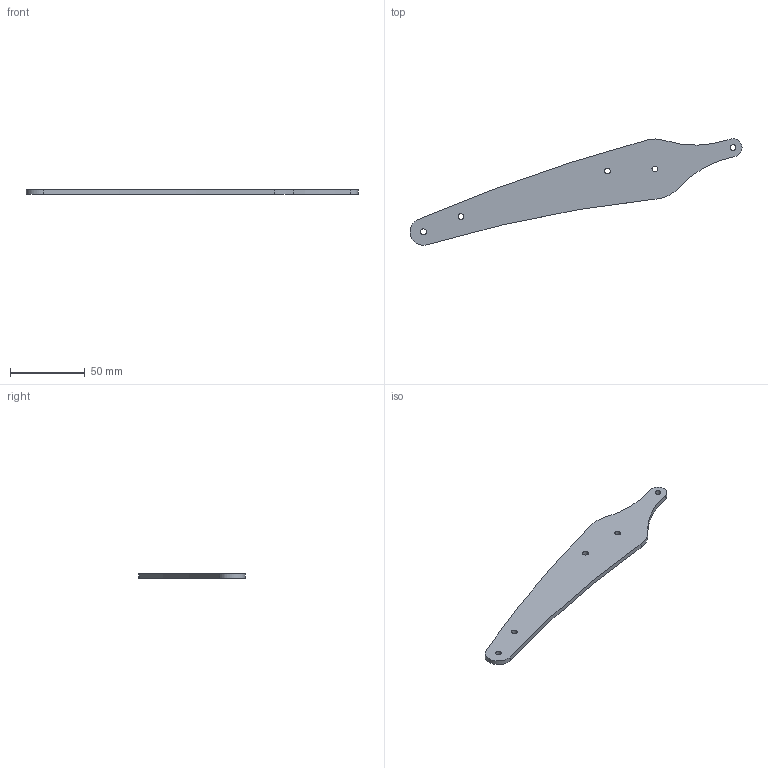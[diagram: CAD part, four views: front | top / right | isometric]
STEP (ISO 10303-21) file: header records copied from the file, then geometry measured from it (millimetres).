
FILE_DESCRIPTION (( 'STEP AP203' ), '1' );
FILE_NAME ('Part9-m_Default_sldprt.STEP', '2018-07-31T07:56:42', ( '' ), ( '' ), 'SwSTEP 2.0', 'SolidWorks 2014', '' );
FILE_SCHEMA (( 'CONFIG_CONTROL_DESIGN' ));
Length unit declared in the file: millimetre
Products named in the file (1): Part9-m_Default_sldprt
Bounding box: 221.51 x 71.1 x 3 mm (x, y, z)
Volume: 17598.5 mm3; surface area: 13361.2 mm2
Topology: 1 solids, 1 shells, 21 faces, 57 edges, 38 vertices
Faces by surface type: cylinder 19, plane 2
Entity records: 786 total; most frequent: DIRECTION 139, CARTESIAN_POINT 117, ORIENTED_EDGE 114, AXIS2_PLACEMENT_3D 60, EDGE_CURVE 57, VERTEX_POINT 38, CIRCLE 38, EDGE_LOOP 31
